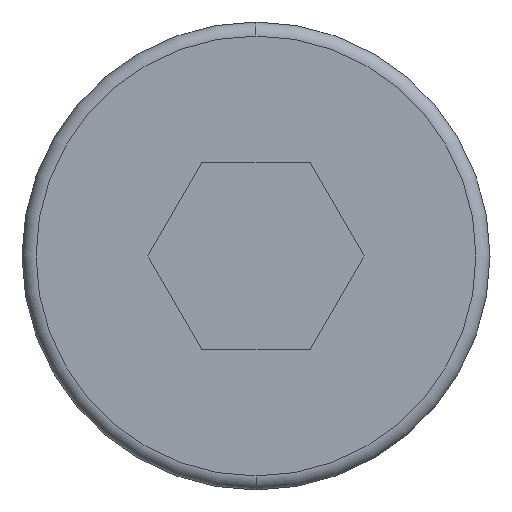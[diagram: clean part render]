
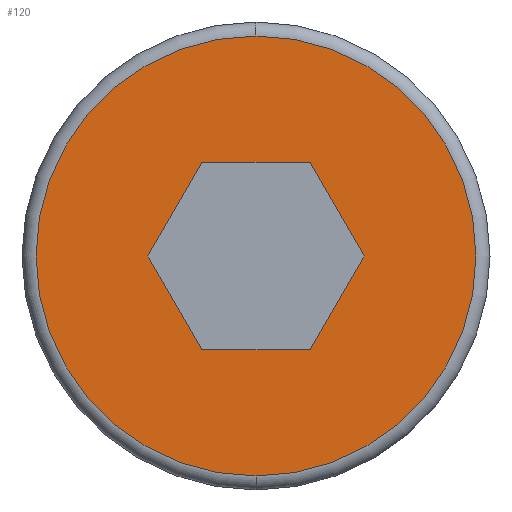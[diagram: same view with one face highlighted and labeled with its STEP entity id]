
A CAD part, left-side view. The second image highlights one B-rep face of the part: STEP entity #120.
In plain terms, the highlighted planar face has unit normal (-1, 0, 0).
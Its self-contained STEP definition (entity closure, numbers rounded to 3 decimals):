
#14 = VERTEX_POINT ( 'NONE', #270 ) ;
#19 = VECTOR ( 'NONE', #640, 1000. ) ;
#28 = DIRECTION ( 'NONE',  ( 0., 0., -1. ) ) ;
#38 = LINE ( 'NONE', #567, #19 ) ;
#46 = ORIENTED_EDGE ( 'NONE', *, *, #731, .F. ) ;
#55 = VERTEX_POINT ( 'NONE', #686 ) ;
#67 = FACE_BOUND ( 'NONE', #787, .T. ) ;
#84 = DIRECTION ( 'NONE',  ( 0., 0., -1. ) ) ;
#88 = VECTOR ( 'NONE', #265, 1000. ) ;
#106 = ORIENTED_EDGE ( 'NONE', *, *, #531, .F. ) ;
#120 = ADVANCED_FACE ( 'NONE', ( #67, #237 ), #623, .F. ) ;
#126 = CARTESIAN_POINT ( 'NONE',  ( -4.3, -2.309, 0. ) ) ;
#132 = AXIS2_PLACEMENT_3D ( 'NONE', #717, #220, #84 ) ;
#141 = CIRCLE ( 'NONE', #144, 4.7 ) ;
#144 = AXIS2_PLACEMENT_3D ( 'NONE', #286, #343, #28 ) ;
#149 = ORIENTED_EDGE ( 'NONE', *, *, #157, .F. ) ;
#157 = EDGE_CURVE ( 'NONE', #401, #14, #571, .T. ) ;
#171 = VECTOR ( 'NONE', #297, 1000. ) ;
#213 = VERTEX_POINT ( 'NONE', #253 ) ;
#220 = DIRECTION ( 'NONE',  ( -1., 0., 0. ) ) ;
#237 = FACE_OUTER_BOUND ( 'NONE', #397, .T. ) ;
#248 = LINE ( 'NONE', #596, #88 ) ;
#250 = VERTEX_POINT ( 'NONE', #628 ) ;
#253 = CARTESIAN_POINT ( 'NONE',  ( -4.3, 2.309, 0. ) ) ;
#265 = DIRECTION ( 'NONE',  ( 0., 0.5, 0.866 ) ) ;
#270 = CARTESIAN_POINT ( 'NONE',  ( -4.3, -2.309, 0. ) ) ;
#286 = CARTESIAN_POINT ( 'NONE',  ( -4.3, 0., 0. ) ) ;
#297 = DIRECTION ( 'NONE',  ( 0., -1., 0. ) ) ;
#301 = VERTEX_POINT ( 'NONE', #807 ) ;
#328 = CARTESIAN_POINT ( 'NONE',  ( -4.3, -1.155, -2. ) ) ;
#343 = DIRECTION ( 'NONE',  ( -1., 0., 0. ) ) ;
#348 = LINE ( 'NONE', #328, #171 ) ;
#362 = VECTOR ( 'NONE', #758, 1000. ) ;
#365 = EDGE_CURVE ( 'NONE', #14, #250, #248, .T. ) ;
#372 = DIRECTION ( 'NONE',  ( 0., 0., -1. ) ) ;
#389 = CARTESIAN_POINT ( 'NONE',  ( -4.3, 1.155, 2. ) ) ;
#397 = EDGE_LOOP ( 'NONE', ( #802, #803 ) ) ;
#399 = CARTESIAN_POINT ( 'NONE',  ( -4.3, -1.155, -2. ) ) ;
#401 = VERTEX_POINT ( 'NONE', #399 ) ;
#427 = CIRCLE ( 'NONE', #132, 4.7 ) ;
#441 = ORIENTED_EDGE ( 'NONE', *, *, #504, .F. ) ;
#444 = CARTESIAN_POINT ( 'NONE',  ( -4.3, 1.155, 2. ) ) ;
#453 = LINE ( 'NONE', #444, #794 ) ;
#464 = ORIENTED_EDGE ( 'NONE', *, *, #365, .F. ) ;
#504 = EDGE_CURVE ( 'NONE', #213, #55, #679, .T. ) ;
#506 = DIRECTION ( 'NONE',  ( 1., 0., 0. ) ) ;
#531 = EDGE_CURVE ( 'NONE', #706, #213, #38, .T. ) ;
#533 = VECTOR ( 'NONE', #641, 1000. ) ;
#567 = CARTESIAN_POINT ( 'NONE',  ( -4.3, 2.309, 0. ) ) ;
#570 = EDGE_CURVE ( 'NONE', #55, #401, #348, .T. ) ;
#571 = LINE ( 'NONE', #126, #533 ) ;
#573 = CARTESIAN_POINT ( 'NONE',  ( -4.3, 0., 4.7 ) ) ;
#596 = CARTESIAN_POINT ( 'NONE',  ( -4.3, -1.155, 2. ) ) ;
#598 = VERTEX_POINT ( 'NONE', #573 ) ;
#623 = PLANE ( 'NONE',  #664 ) ;
#628 = CARTESIAN_POINT ( 'NONE',  ( -4.3, -1.155, 2. ) ) ;
#640 = DIRECTION ( 'NONE',  ( 0., 0.5, -0.866 ) ) ;
#641 = DIRECTION ( 'NONE',  ( 0., -0.5, 0.866 ) ) ;
#660 = DIRECTION ( 'NONE',  ( 0., 1., 0. ) ) ;
#664 = AXIS2_PLACEMENT_3D ( 'NONE', #819, #506, #372 ) ;
#679 = LINE ( 'NONE', #780, #362 ) ;
#686 = CARTESIAN_POINT ( 'NONE',  ( -4.3, 1.155, -2. ) ) ;
#690 = EDGE_CURVE ( 'NONE', #598, #301, #141, .T. ) ;
#694 = ORIENTED_EDGE ( 'NONE', *, *, #570, .F. ) ;
#706 = VERTEX_POINT ( 'NONE', #389 ) ;
#717 = CARTESIAN_POINT ( 'NONE',  ( -4.3, 0., 0. ) ) ;
#731 = EDGE_CURVE ( 'NONE', #250, #706, #453, .T. ) ;
#751 = EDGE_CURVE ( 'NONE', #301, #598, #427, .T. ) ;
#758 = DIRECTION ( 'NONE',  ( 0., -0.5, -0.866 ) ) ;
#780 = CARTESIAN_POINT ( 'NONE',  ( -4.3, 1.155, -2. ) ) ;
#787 = EDGE_LOOP ( 'NONE', ( #149, #694, #441, #106, #46, #464 ) ) ;
#794 = VECTOR ( 'NONE', #660, 1000. ) ;
#802 = ORIENTED_EDGE ( 'NONE', *, *, #751, .T. ) ;
#803 = ORIENTED_EDGE ( 'NONE', *, *, #690, .T. ) ;
#807 = CARTESIAN_POINT ( 'NONE',  ( -4.3, 0., -4.7 ) ) ;
#819 = CARTESIAN_POINT ( 'NONE',  ( -4.3, 0., 0. ) ) ;
